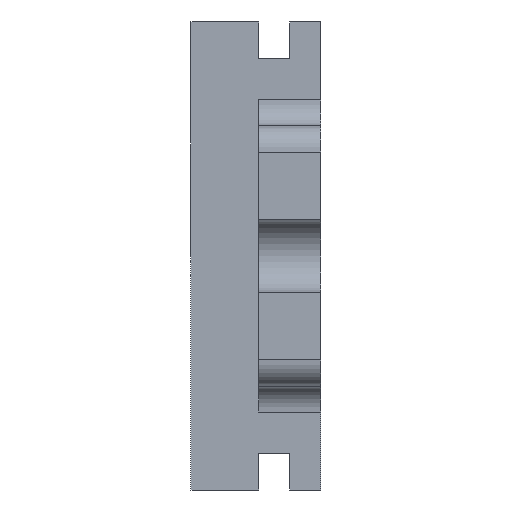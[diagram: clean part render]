
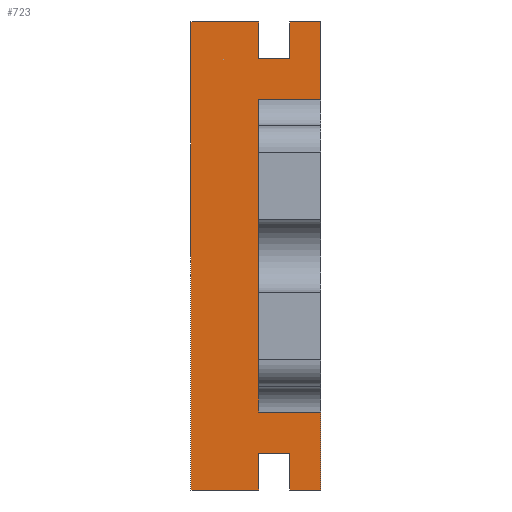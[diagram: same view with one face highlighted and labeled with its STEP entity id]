
A CAD part, left-side view. The second image highlights one B-rep face of the part: STEP entity #723.
In plain terms, the highlighted planar face has unit normal (-1, 0, 0).
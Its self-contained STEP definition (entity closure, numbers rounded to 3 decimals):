
#7 = CARTESIAN_POINT ( 'NONE',  ( -95., 25., -30. ) ) ;
#23 = VERTEX_POINT ( 'NONE', #1908 ) ;
#31 = CARTESIAN_POINT ( 'NONE',  ( -95., 25., 0. ) ) ;
#40 = EDGE_LOOP ( 'NONE', ( #959, #755, #1186, #1405, #996, #1507, #1048, #1762, #140, #1513, #1446, #138, #1453, #1698, #1036, #204 ) ) ;
#68 = LINE ( 'NONE', #1128, #1012 ) ;
#85 = VERTEX_POINT ( 'NONE', #990 ) ;
#91 = LINE ( 'NONE', #1757, #1677 ) ;
#134 = CARTESIAN_POINT ( 'NONE',  ( -95., 12., 38. ) ) ;
#138 = ORIENTED_EDGE ( 'NONE', *, *, #1501, .T. ) ;
#140 = ORIENTED_EDGE ( 'NONE', *, *, #1452, .F. ) ;
#148 = CARTESIAN_POINT ( 'NONE',  ( -95., 12., -38. ) ) ;
#167 = EDGE_CURVE ( 'NONE', #345, #85, #569, .T. ) ;
#173 = CARTESIAN_POINT ( 'NONE',  ( -95., 12., 45. ) ) ;
#201 = CARTESIAN_POINT ( 'NONE',  ( -95., 12., -30. ) ) ;
#203 = VECTOR ( 'NONE', #1590, 1000. ) ;
#204 = ORIENTED_EDGE ( 'NONE', *, *, #1321, .F. ) ;
#235 = DIRECTION ( 'NONE',  ( 0., -1., 0. ) ) ;
#285 = EDGE_CURVE ( 'NONE', #1475, #1309, #1417, .T. ) ;
#345 = VERTEX_POINT ( 'NONE', #1256 ) ;
#381 = DIRECTION ( 'NONE',  ( 0., -1., 0. ) ) ;
#392 = DIRECTION ( 'NONE',  ( 0., 1., 0. ) ) ;
#427 = VECTOR ( 'NONE', #650, 1000. ) ;
#439 = DIRECTION ( 'NONE',  ( 0., -1., 0. ) ) ;
#440 = LINE ( 'NONE', #1685, #1900 ) ;
#446 = EDGE_CURVE ( 'NONE', #890, #345, #1399, .T. ) ;
#454 = VERTEX_POINT ( 'NONE', #531 ) ;
#461 = EDGE_CURVE ( 'NONE', #454, #1597, #91, .T. ) ;
#466 = VECTOR ( 'NONE', #392, 1000. ) ;
#481 = CARTESIAN_POINT ( 'NONE',  ( -95., 0., -45. ) ) ;
#508 = CARTESIAN_POINT ( 'NONE',  ( -95., 25., 45. ) ) ;
#519 = LINE ( 'NONE', #1748, #974 ) ;
#528 = DIRECTION ( 'NONE',  ( 0., -1., 0. ) ) ;
#531 = CARTESIAN_POINT ( 'NONE',  ( -95., 6., -45. ) ) ;
#535 = LINE ( 'NONE', #1455, #203 ) ;
#542 = CARTESIAN_POINT ( 'NONE',  ( -95., 25., 45. ) ) ;
#566 = CARTESIAN_POINT ( 'NONE',  ( -95., 25., -38. ) ) ;
#569 = LINE ( 'NONE', #1061, #1479 ) ;
#583 = EDGE_CURVE ( 'NONE', #1127, #1718, #818, .T. ) ;
#591 = VECTOR ( 'NONE', #1886, 1000. ) ;
#610 = CARTESIAN_POINT ( 'NONE',  ( -95., 12., 30. ) ) ;
#650 = DIRECTION ( 'NONE',  ( 0., 0., -1. ) ) ;
#661 = VECTOR ( 'NONE', #1060, 1000. ) ;
#723 = ADVANCED_FACE ( 'NONE', ( #1166 ), #1135, .T. ) ;
#724 = DIRECTION ( 'NONE',  ( 0., 0., 1. ) ) ;
#753 = CARTESIAN_POINT ( 'NONE',  ( -95., 6., -38. ) ) ;
#755 = ORIENTED_EDGE ( 'NONE', *, *, #583, .F. ) ;
#765 = VERTEX_POINT ( 'NONE', #173 ) ;
#818 = LINE ( 'NONE', #1656, #1960 ) ;
#830 = CARTESIAN_POINT ( 'NONE',  ( -95., 0., 0. ) ) ;
#860 = EDGE_CURVE ( 'NONE', #765, #1127, #995, .T. ) ;
#870 = DIRECTION ( 'NONE',  ( 0., 0., -1. ) ) ;
#879 = VECTOR ( 'NONE', #870, 1000. ) ;
#890 = VERTEX_POINT ( 'NONE', #542 ) ;
#899 = EDGE_CURVE ( 'NONE', #1914, #85, #535, .T. ) ;
#912 = DIRECTION ( 'NONE',  ( 0., -1., 0. ) ) ;
#915 = EDGE_CURVE ( 'NONE', #1378, #1597, #1125, .T. ) ;
#938 = LINE ( 'NONE', #508, #1080 ) ;
#950 = VERTEX_POINT ( 'NONE', #201 ) ;
#959 = ORIENTED_EDGE ( 'NONE', *, *, #1850, .F. ) ;
#973 = VECTOR ( 'NONE', #1905, 1000. ) ;
#974 = VECTOR ( 'NONE', #381, 1000. ) ;
#986 = CARTESIAN_POINT ( 'NONE',  ( -95., 12., 0. ) ) ;
#990 = CARTESIAN_POINT ( 'NONE',  ( -95., 12., -45. ) ) ;
#995 = LINE ( 'NONE', #986, #973 ) ;
#996 = ORIENTED_EDGE ( 'NONE', *, *, #446, .T. ) ;
#1005 = CARTESIAN_POINT ( 'NONE',  ( -95., 25., 0. ) ) ;
#1012 = VECTOR ( 'NONE', #528, 1000. ) ;
#1015 = EDGE_CURVE ( 'NONE', #1480, #1914, #1139, .T. ) ;
#1036 = ORIENTED_EDGE ( 'NONE', *, *, #285, .F. ) ;
#1042 = CARTESIAN_POINT ( 'NONE',  ( -95., 6., 0. ) ) ;
#1048 = ORIENTED_EDGE ( 'NONE', *, *, #899, .F. ) ;
#1050 = CARTESIAN_POINT ( 'NONE',  ( -95., 12., 0. ) ) ;
#1060 = DIRECTION ( 'NONE',  ( 0., 0., 1. ) ) ;
#1061 = CARTESIAN_POINT ( 'NONE',  ( -95., 25., -45. ) ) ;
#1080 = VECTOR ( 'NONE', #1734, 1000. ) ;
#1091 = CARTESIAN_POINT ( 'NONE',  ( -95., 0., 0. ) ) ;
#1098 = EDGE_CURVE ( 'NONE', #1827, #950, #1636, .T. ) ;
#1125 = LINE ( 'NONE', #830, #591 ) ;
#1127 = VERTEX_POINT ( 'NONE', #134 ) ;
#1128 = CARTESIAN_POINT ( 'NONE',  ( -95., 25., 30. ) ) ;
#1135 = PLANE ( 'NONE',  #1871 ) ;
#1139 = LINE ( 'NONE', #566, #466 ) ;
#1166 = FACE_OUTER_BOUND ( 'NONE', #40, .T. ) ;
#1186 = ORIENTED_EDGE ( 'NONE', *, *, #860, .F. ) ;
#1226 = DIRECTION ( 'NONE',  ( 0., 1., 0. ) ) ;
#1242 = DIRECTION ( 'NONE',  ( 0., 0., -1. ) ) ;
#1256 = CARTESIAN_POINT ( 'NONE',  ( -95., 25., -45. ) ) ;
#1309 = VERTEX_POINT ( 'NONE', #1317 ) ;
#1317 = CARTESIAN_POINT ( 'NONE',  ( -95., 0., 30. ) ) ;
#1321 = EDGE_CURVE ( 'NONE', #23, #1475, #519, .T. ) ;
#1376 = LINE ( 'NONE', #7, #1398 ) ;
#1378 = VERTEX_POINT ( 'NONE', #1928 ) ;
#1398 = VECTOR ( 'NONE', #1226, 1000. ) ;
#1399 = LINE ( 'NONE', #31, #1421 ) ;
#1405 = ORIENTED_EDGE ( 'NONE', *, *, #1564, .F. ) ;
#1417 = LINE ( 'NONE', #1091, #427 ) ;
#1421 = VECTOR ( 'NONE', #1242, 1000. ) ;
#1446 = ORIENTED_EDGE ( 'NONE', *, *, #915, .F. ) ;
#1452 = EDGE_CURVE ( 'NONE', #454, #1480, #440, .T. ) ;
#1453 = ORIENTED_EDGE ( 'NONE', *, *, #1098, .F. ) ;
#1455 = CARTESIAN_POINT ( 'NONE',  ( -95., 12., 0. ) ) ;
#1462 = DIRECTION ( 'NONE',  ( 0., 0., 1. ) ) ;
#1475 = VERTEX_POINT ( 'NONE', #1510 ) ;
#1479 = VECTOR ( 'NONE', #439, 1000. ) ;
#1480 = VERTEX_POINT ( 'NONE', #753 ) ;
#1501 = EDGE_CURVE ( 'NONE', #1378, #950, #1376, .T. ) ;
#1507 = ORIENTED_EDGE ( 'NONE', *, *, #167, .T. ) ;
#1510 = CARTESIAN_POINT ( 'NONE',  ( -95., 0., 45. ) ) ;
#1513 = ORIENTED_EDGE ( 'NONE', *, *, #461, .T. ) ;
#1564 = EDGE_CURVE ( 'NONE', #890, #765, #938, .T. ) ;
#1590 = DIRECTION ( 'NONE',  ( 0., 0., -1. ) ) ;
#1597 = VERTEX_POINT ( 'NONE', #481 ) ;
#1618 = DIRECTION ( 'NONE',  ( -1., 0., 0. ) ) ;
#1623 = CARTESIAN_POINT ( 'NONE',  ( -95., 6., 38. ) ) ;
#1636 = LINE ( 'NONE', #1050, #879 ) ;
#1656 = CARTESIAN_POINT ( 'NONE',  ( -95., 25., 38. ) ) ;
#1677 = VECTOR ( 'NONE', #235, 1000. ) ;
#1685 = CARTESIAN_POINT ( 'NONE',  ( -95., 6., 0. ) ) ;
#1698 = ORIENTED_EDGE ( 'NONE', *, *, #1737, .T. ) ;
#1718 = VERTEX_POINT ( 'NONE', #1623 ) ;
#1734 = DIRECTION ( 'NONE',  ( 0., -1., 0. ) ) ;
#1737 = EDGE_CURVE ( 'NONE', #1827, #1309, #68, .T. ) ;
#1748 = CARTESIAN_POINT ( 'NONE',  ( -95., 25., 45. ) ) ;
#1757 = CARTESIAN_POINT ( 'NONE',  ( -95., 25., -45. ) ) ;
#1762 = ORIENTED_EDGE ( 'NONE', *, *, #1015, .F. ) ;
#1827 = VERTEX_POINT ( 'NONE', #610 ) ;
#1850 = EDGE_CURVE ( 'NONE', #1718, #23, #1938, .T. ) ;
#1871 = AXIS2_PLACEMENT_3D ( 'NONE', #1005, #1618, #1462 ) ;
#1886 = DIRECTION ( 'NONE',  ( 0., 0., -1. ) ) ;
#1900 = VECTOR ( 'NONE', #724, 1000. ) ;
#1905 = DIRECTION ( 'NONE',  ( 0., 0., -1. ) ) ;
#1908 = CARTESIAN_POINT ( 'NONE',  ( -95., 6., 45. ) ) ;
#1914 = VERTEX_POINT ( 'NONE', #148 ) ;
#1928 = CARTESIAN_POINT ( 'NONE',  ( -95., 0., -30. ) ) ;
#1938 = LINE ( 'NONE', #1042, #661 ) ;
#1960 = VECTOR ( 'NONE', #912, 1000. ) ;
